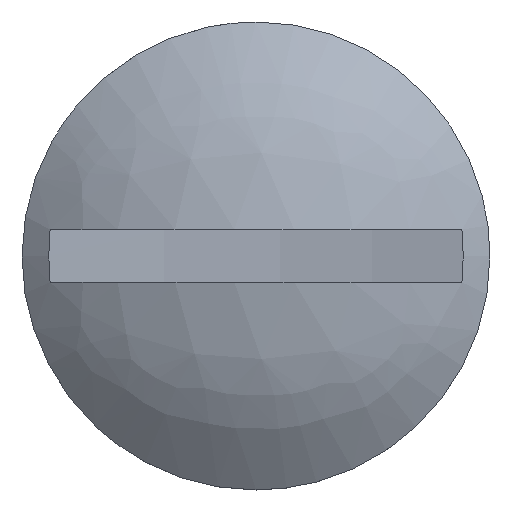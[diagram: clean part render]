
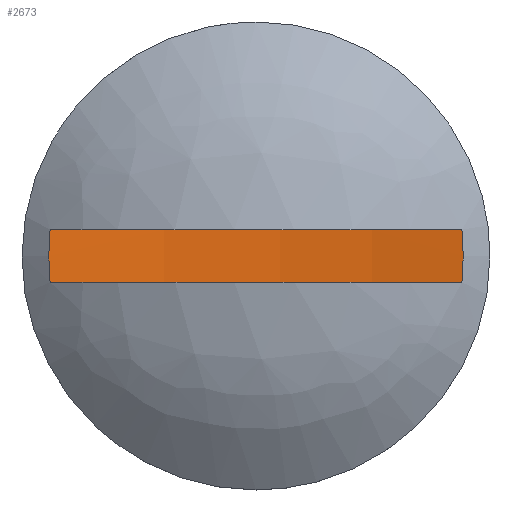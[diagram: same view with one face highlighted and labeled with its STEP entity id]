
A CAD part, top view. The second image highlights one B-rep face of the part: STEP entity #2673.
In plain terms, the highlighted free-form (B-spline) face has degree [1, 2] with [2, 3] control points.
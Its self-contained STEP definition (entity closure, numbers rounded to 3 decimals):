
#2562=CARTESIAN_POINT('',(-7.04,-0.9,1.158));
#2563=VERTEX_POINT('',#2562);
#2564=CARTESIAN_POINT('',(7.04,-0.9,1.158));
#2565=VERTEX_POINT('',#2564);
#2566=CARTESIAN_POINT('',(-7.04,-0.9,1.158));
#2567=CARTESIAN_POINT('',(0.,-0.9,-0.169));
#2568=CARTESIAN_POINT('',(7.04,-0.9,1.158));
#2576=(BOUNDED_CURVE()B_SPLINE_CURVE(2,(#2566,#2567,#2568),.UNSPECIFIED.,.F.,.U.)CURVE()GEOMETRIC_REPRESENTATION_ITEM()QUASI_UNIFORM_CURVE()RATIONAL_B_SPLINE_CURVE((1.0,0.983,1.0))REPRESENTATION_ITEM(''));
#2577=EDGE_CURVE('',#2563,#2565,#2576,.T.);
#2604=CARTESIAN_POINT('',(7.04,0.9,1.158));
#2605=VERTEX_POINT('',#2604);
#2606=CARTESIAN_POINT('',(-7.04,0.9,1.158));
#2607=VERTEX_POINT('',#2606);
#2625=CARTESIAN_POINT('',(-7.04,0.9,1.158));
#2626=CARTESIAN_POINT('',(0.,0.9,-0.169));
#2627=CARTESIAN_POINT('',(7.04,0.9,1.158));
#2635=(BOUNDED_CURVE()B_SPLINE_CURVE(2,(#2625,#2626,#2627),.UNSPECIFIED.,.F.,.U.)CURVE()GEOMETRIC_REPRESENTATION_ITEM()QUASI_UNIFORM_CURVE()RATIONAL_B_SPLINE_CURVE((1.0,0.983,1.0))REPRESENTATION_ITEM(''));
#2636=EDGE_CURVE('',#2607,#2605,#2635,.T.);
#2641=CARTESIAN_POINT('',(7.778,0.945,1.304));
#2642=CARTESIAN_POINT('',(7.778,-0.946,1.304));
#2643=CARTESIAN_POINT('',(0.,0.945,-0.322));
#2644=CARTESIAN_POINT('',(0.,-0.946,-0.322));
#2645=CARTESIAN_POINT('',(-7.779,0.945,1.305));
#2646=CARTESIAN_POINT('',(-7.779,-0.946,1.305));
#2654=(BOUNDED_SURFACE()B_SPLINE_SURFACE(1,2,((#2641,#2643,#2645),(#2642,#2644,#2646)),.UNSPECIFIED.,.F.,.F.,.U.)B_SPLINE_SURFACE_WITH_KNOTS((2,2),(3,3),(0.0,1.0),(0.917,16.64),.UNSPECIFIED.)GEOMETRIC_REPRESENTATION_ITEM()RATIONAL_B_SPLINE_SURFACE(((0.997,0.976,0.996),(0.997,0.976,0.996)))REPRESENTATION_ITEM('')SURFACE());
#2655=ORIENTED_EDGE('',*,*,#2636,.F.);
#2656=CARTESIAN_POINT('',(-7.04,-0.9,1.158));
#2657=CARTESIAN_POINT('',(-7.1,-0.302,1.169));
#2658=CARTESIAN_POINT('',(-7.1,0.302,1.169));
#2659=CARTESIAN_POINT('',(-7.04,0.9,1.158));
#2660=B_SPLINE_CURVE_WITH_KNOTS('',3,(#2656,#2657,#2658,#2659),.UNSPECIFIED.,.F.,.U.,(4,4),(0.,1.803),.UNSPECIFIED.);
#2661=EDGE_CURVE('',#2563,#2607,#2660,.T.);
#2662=ORIENTED_EDGE('',*,*,#2661,.F.);
#2663=ORIENTED_EDGE('',*,*,#2577,.T.);
#2664=CARTESIAN_POINT('',(7.04,0.9,1.158));
#2665=CARTESIAN_POINT('',(7.1,0.302,1.169));
#2666=CARTESIAN_POINT('',(7.1,-0.302,1.169));
#2667=CARTESIAN_POINT('',(7.04,-0.9,1.158));
#2668=B_SPLINE_CURVE_WITH_KNOTS('',3,(#2664,#2665,#2666,#2667),.UNSPECIFIED.,.F.,.U.,(4,4),(0.,1.803),.UNSPECIFIED.);
#2669=EDGE_CURVE('',#2605,#2565,#2668,.T.);
#2670=ORIENTED_EDGE('',*,*,#2669,.F.);
#2671=EDGE_LOOP('',(#2655,#2662,#2663,#2670));
#2672=FACE_OUTER_BOUND('',#2671,.T.);
#2673=ADVANCED_FACE('',(#2672),#2654,.F.);
